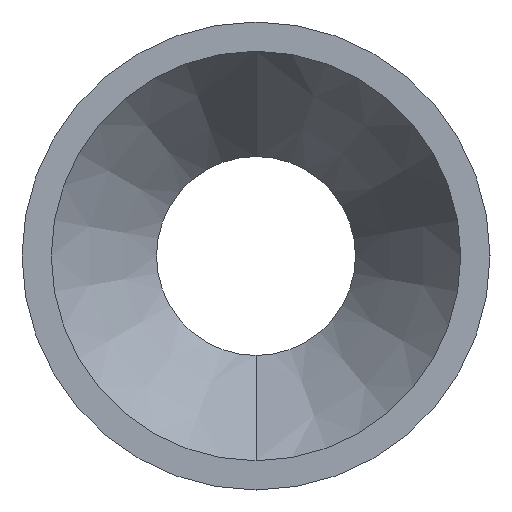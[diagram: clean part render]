
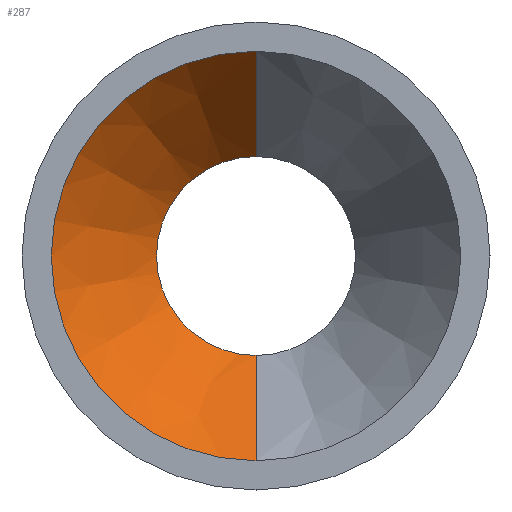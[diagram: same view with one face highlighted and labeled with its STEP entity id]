
A CAD part, front view. The second image highlights one B-rep face of the part: STEP entity #287.
In plain terms, the highlighted conical face has half-angle 33.69 degrees and reference radius 1.75 mm.
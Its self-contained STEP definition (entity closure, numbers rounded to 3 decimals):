
#3 = EDGE_CURVE ( 'NONE', #43, #290, #399, .T. ) ;
#11 = CIRCLE ( 'NONE', #60, 0.85 ) ;
#43 = VERTEX_POINT ( 'NONE', #479 ) ;
#55 = CARTESIAN_POINT ( 'NONE',  ( 0., -2.15, 0.85 ) ) ;
#60 = AXIS2_PLACEMENT_3D ( 'NONE', #198, #523, #572 ) ;
#70 = AXIS2_PLACEMENT_3D ( 'NONE', #130, #448, #127 ) ;
#80 = CARTESIAN_POINT ( 'NONE',  ( 0., -3.5, 1.75 ) ) ;
#88 = CARTESIAN_POINT ( 'NONE',  ( 0., -3.5, -1.75 ) ) ;
#94 = VECTOR ( 'NONE', #480, 1000. ) ;
#127 = DIRECTION ( 'NONE',  ( 0., 0., -1. ) ) ;
#130 = CARTESIAN_POINT ( 'NONE',  ( 0., -3.5, 0. ) ) ;
#136 = VERTEX_POINT ( 'NONE', #285 ) ;
#141 = CONICAL_SURFACE ( 'NONE', #70, 1.75, 0.588 ) ;
#143 = VERTEX_POINT ( 'NONE', #55 ) ;
#150 = CARTESIAN_POINT ( 'NONE',  ( 0., -3.5, 1.75 ) ) ;
#157 = CARTESIAN_POINT ( 'NONE',  ( 0., -3.5, 0. ) ) ;
#174 = ORIENTED_EDGE ( 'NONE', *, *, #3, .F. ) ;
#190 = ORIENTED_EDGE ( 'NONE', *, *, #588, .T. ) ;
#198 = CARTESIAN_POINT ( 'NONE',  ( 0., -2.15, 0. ) ) ;
#219 = FACE_OUTER_BOUND ( 'NONE', #418, .T. ) ;
#276 = ORIENTED_EDGE ( 'NONE', *, *, #413, .F. ) ;
#285 = CARTESIAN_POINT ( 'NONE',  ( 0., -2.15, -0.85 ) ) ;
#287 = ADVANCED_FACE ( 'NONE', ( #219 ), #141, .F. ) ;
#290 = VERTEX_POINT ( 'NONE', #80 ) ;
#370 = VECTOR ( 'NONE', #451, 1000. ) ;
#399 = CIRCLE ( 'NONE', #421, 1.75 ) ;
#413 = EDGE_CURVE ( 'NONE', #136, #43, #475, .T. ) ;
#418 = EDGE_LOOP ( 'NONE', ( #190, #517, #174, #276 ) ) ;
#421 = AXIS2_PLACEMENT_3D ( 'NONE', #157, #428, #535 ) ;
#428 = DIRECTION ( 'NONE',  ( 0., 1., 0. ) ) ;
#448 = DIRECTION ( 'NONE',  ( 0., -1., 0. ) ) ;
#451 = DIRECTION ( 'NONE',  ( 0., -0.832, -0.555 ) ) ;
#464 = EDGE_CURVE ( 'NONE', #143, #290, #619, .T. ) ;
#475 = LINE ( 'NONE', #88, #370 ) ;
#479 = CARTESIAN_POINT ( 'NONE',  ( 0., -3.5, -1.75 ) ) ;
#480 = DIRECTION ( 'NONE',  ( 0., -0.832, 0.555 ) ) ;
#517 = ORIENTED_EDGE ( 'NONE', *, *, #464, .T. ) ;
#523 = DIRECTION ( 'NONE',  ( 0., 1., 0. ) ) ;
#535 = DIRECTION ( 'NONE',  ( 0., 0., 1. ) ) ;
#572 = DIRECTION ( 'NONE',  ( 0., 0., 1. ) ) ;
#588 = EDGE_CURVE ( 'NONE', #136, #143, #11, .T. ) ;
#619 = LINE ( 'NONE', #150, #94 ) ;
